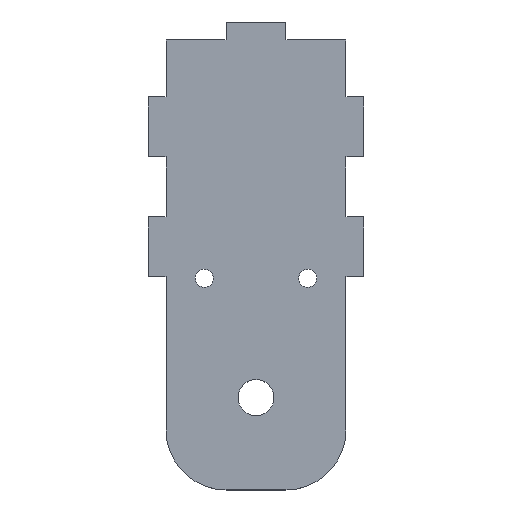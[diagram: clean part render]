
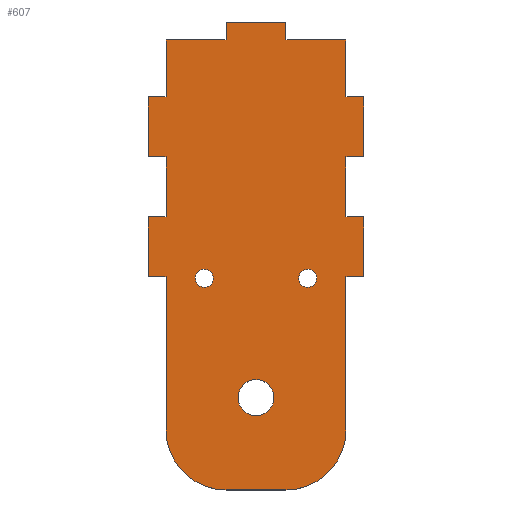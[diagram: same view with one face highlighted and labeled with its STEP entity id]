
A CAD part, top view. The second image highlights one B-rep face of the part: STEP entity #607.
In plain terms, the highlighted planar face has unit normal (0, 0, 1).
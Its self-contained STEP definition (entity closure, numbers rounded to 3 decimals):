
#15=FACE_BOUND('',#83,.T.);
#16=FACE_BOUND('',#84,.T.);
#17=FACE_BOUND('',#85,.T.);
#22=PLANE('',#664);
#51=FACE_OUTER_BOUND('',#82,.T.);
#82=EDGE_LOOP('',(#440,#441,#442,#443,#444,#445,#446,#447,#448,#449,#450,
#451,#452,#453,#454,#455,#456,#457,#458,#459,#460,#461,#462,#463,#464,#465));
#83=EDGE_LOOP('',(#466));
#84=EDGE_LOOP('',(#467));
#85=EDGE_LOOP('',(#468));
#119=LINE('',#880,#196);
#122=LINE('',#886,#199);
#123=LINE('',#888,#200);
#124=LINE('',#890,#201);
#125=LINE('',#892,#202);
#126=LINE('',#894,#203);
#127=LINE('',#896,#204);
#128=LINE('',#898,#205);
#129=LINE('',#900,#206);
#130=LINE('',#902,#207);
#131=LINE('',#904,#208);
#132=LINE('',#906,#209);
#133=LINE('',#908,#210);
#134=LINE('',#910,#211);
#135=LINE('',#912,#212);
#136=LINE('',#914,#213);
#137=LINE('',#916,#214);
#138=LINE('',#918,#215);
#139=LINE('',#920,#216);
#140=LINE('',#922,#217);
#141=LINE('',#924,#218);
#142=LINE('',#926,#219);
#143=LINE('',#928,#220);
#144=LINE('',#930,#221);
#196=VECTOR('',#721,10.);
#199=VECTOR('',#726,10.);
#200=VECTOR('',#727,10.);
#201=VECTOR('',#728,10.);
#202=VECTOR('',#729,10.);
#203=VECTOR('',#730,10.);
#204=VECTOR('',#731,10.);
#205=VECTOR('',#732,10.);
#206=VECTOR('',#733,10.);
#207=VECTOR('',#734,10.);
#208=VECTOR('',#735,10.);
#209=VECTOR('',#736,10.);
#210=VECTOR('',#737,10.);
#211=VECTOR('',#738,10.);
#212=VECTOR('',#739,10.);
#213=VECTOR('',#740,10.);
#214=VECTOR('',#741,10.);
#215=VECTOR('',#742,10.);
#216=VECTOR('',#743,10.);
#217=VECTOR('',#744,10.);
#218=VECTOR('',#745,10.);
#219=VECTOR('',#746,10.);
#220=VECTOR('',#747,10.);
#221=VECTOR('',#748,10.);
#269=CIRCLE('',#655,1.5);
#271=CIRCLE('',#658,1.5);
#273=CIRCLE('',#661,10.);
#275=CIRCLE('',#665,10.);
#276=CIRCLE('',#666,3.);
#279=VERTEX_POINT('',#858);
#281=VERTEX_POINT('',#864);
#283=VERTEX_POINT('',#870);
#284=VERTEX_POINT('',#871);
#287=VERTEX_POINT('',#879);
#289=VERTEX_POINT('',#885);
#290=VERTEX_POINT('',#887);
#291=VERTEX_POINT('',#889);
#292=VERTEX_POINT('',#891);
#293=VERTEX_POINT('',#893);
#294=VERTEX_POINT('',#895);
#295=VERTEX_POINT('',#897);
#296=VERTEX_POINT('',#899);
#297=VERTEX_POINT('',#901);
#298=VERTEX_POINT('',#903);
#299=VERTEX_POINT('',#905);
#300=VERTEX_POINT('',#907);
#301=VERTEX_POINT('',#909);
#302=VERTEX_POINT('',#911);
#303=VERTEX_POINT('',#913);
#304=VERTEX_POINT('',#915);
#305=VERTEX_POINT('',#917);
#306=VERTEX_POINT('',#919);
#307=VERTEX_POINT('',#921);
#308=VERTEX_POINT('',#923);
#309=VERTEX_POINT('',#925);
#310=VERTEX_POINT('',#927);
#311=VERTEX_POINT('',#929);
#312=VERTEX_POINT('',#932);
#337=EDGE_CURVE('',#279,#279,#269,.T.);
#340=EDGE_CURVE('',#281,#281,#271,.T.);
#343=EDGE_CURVE('',#283,#284,#273,.T.);
#347=EDGE_CURVE('',#287,#284,#119,.T.);
#350=EDGE_CURVE('',#283,#289,#122,.T.);
#351=EDGE_CURVE('',#289,#290,#123,.T.);
#352=EDGE_CURVE('',#290,#291,#124,.T.);
#353=EDGE_CURVE('',#291,#292,#125,.T.);
#354=EDGE_CURVE('',#292,#293,#126,.T.);
#355=EDGE_CURVE('',#293,#294,#127,.T.);
#356=EDGE_CURVE('',#294,#295,#128,.T.);
#357=EDGE_CURVE('',#295,#296,#129,.T.);
#358=EDGE_CURVE('',#296,#297,#130,.T.);
#359=EDGE_CURVE('',#297,#298,#131,.T.);
#360=EDGE_CURVE('',#298,#299,#132,.T.);
#361=EDGE_CURVE('',#299,#300,#133,.T.);
#362=EDGE_CURVE('',#300,#301,#134,.T.);
#363=EDGE_CURVE('',#301,#302,#135,.T.);
#364=EDGE_CURVE('',#302,#303,#136,.T.);
#365=EDGE_CURVE('',#303,#304,#137,.T.);
#366=EDGE_CURVE('',#304,#305,#138,.T.);
#367=EDGE_CURVE('',#305,#306,#139,.T.);
#368=EDGE_CURVE('',#306,#307,#140,.T.);
#369=EDGE_CURVE('',#307,#308,#141,.T.);
#370=EDGE_CURVE('',#308,#309,#142,.T.);
#371=EDGE_CURVE('',#309,#310,#143,.T.);
#372=EDGE_CURVE('',#310,#311,#144,.T.);
#373=EDGE_CURVE('',#287,#311,#275,.T.);
#374=EDGE_CURVE('',#312,#312,#276,.T.);
#440=ORIENTED_EDGE('',*,*,#343,.F.);
#441=ORIENTED_EDGE('',*,*,#350,.T.);
#442=ORIENTED_EDGE('',*,*,#351,.T.);
#443=ORIENTED_EDGE('',*,*,#352,.T.);
#444=ORIENTED_EDGE('',*,*,#353,.T.);
#445=ORIENTED_EDGE('',*,*,#354,.T.);
#446=ORIENTED_EDGE('',*,*,#355,.T.);
#447=ORIENTED_EDGE('',*,*,#356,.T.);
#448=ORIENTED_EDGE('',*,*,#357,.T.);
#449=ORIENTED_EDGE('',*,*,#358,.T.);
#450=ORIENTED_EDGE('',*,*,#359,.T.);
#451=ORIENTED_EDGE('',*,*,#360,.T.);
#452=ORIENTED_EDGE('',*,*,#361,.T.);
#453=ORIENTED_EDGE('',*,*,#362,.T.);
#454=ORIENTED_EDGE('',*,*,#363,.T.);
#455=ORIENTED_EDGE('',*,*,#364,.T.);
#456=ORIENTED_EDGE('',*,*,#365,.T.);
#457=ORIENTED_EDGE('',*,*,#366,.T.);
#458=ORIENTED_EDGE('',*,*,#367,.T.);
#459=ORIENTED_EDGE('',*,*,#368,.T.);
#460=ORIENTED_EDGE('',*,*,#369,.T.);
#461=ORIENTED_EDGE('',*,*,#370,.T.);
#462=ORIENTED_EDGE('',*,*,#371,.T.);
#463=ORIENTED_EDGE('',*,*,#372,.T.);
#464=ORIENTED_EDGE('',*,*,#373,.F.);
#465=ORIENTED_EDGE('',*,*,#347,.T.);
#466=ORIENTED_EDGE('',*,*,#337,.T.);
#467=ORIENTED_EDGE('',*,*,#340,.T.);
#468=ORIENTED_EDGE('',*,*,#374,.T.);
#607=ADVANCED_FACE('',(#51,#15,#16,#17),#22,.T.);
#655=AXIS2_PLACEMENT_3D('',#859,#699,#700);
#658=AXIS2_PLACEMENT_3D('',#865,#706,#707);
#661=AXIS2_PLACEMENT_3D('',#872,#713,#714);
#664=AXIS2_PLACEMENT_3D('',#884,#724,#725);
#665=AXIS2_PLACEMENT_3D('',#931,#749,#750);
#666=AXIS2_PLACEMENT_3D('',#933,#751,#752);
#699=DIRECTION('center_axis',(0.,0.,-1.));
#700=DIRECTION('ref_axis',(-1.,0.,0.));
#706=DIRECTION('center_axis',(0.,0.,-1.));
#707=DIRECTION('ref_axis',(-1.,0.,0.));
#713=DIRECTION('center_axis',(0.,0.,-1.));
#714=DIRECTION('ref_axis',(0.707,-0.707,0.));
#721=DIRECTION('',(1.,0.,0.));
#724=DIRECTION('center_axis',(0.,0.,1.));
#725=DIRECTION('ref_axis',(1.,0.,0.));
#726=DIRECTION('',(0.,1.,0.));
#727=DIRECTION('',(1.,0.,0.));
#728=DIRECTION('',(0.,1.,0.));
#729=DIRECTION('',(-1.,0.,0.));
#730=DIRECTION('',(0.,1.,0.));
#731=DIRECTION('',(1.,0.,0.));
#732=DIRECTION('',(0.,1.,0.));
#733=DIRECTION('',(-1.,0.,0.));
#734=DIRECTION('',(0.,1.,0.));
#735=DIRECTION('',(-1.,0.,0.));
#736=DIRECTION('',(0.,1.,0.));
#737=DIRECTION('',(-1.,0.,0.));
#738=DIRECTION('',(0.,-1.,0.));
#739=DIRECTION('',(-1.,0.,0.));
#740=DIRECTION('',(0.,-1.,0.));
#741=DIRECTION('',(-1.,0.,0.));
#742=DIRECTION('',(0.,-1.,0.));
#743=DIRECTION('',(1.,0.,0.));
#744=DIRECTION('',(0.,-1.,0.));
#745=DIRECTION('',(-1.,0.,0.));
#746=DIRECTION('',(0.,-1.,0.));
#747=DIRECTION('',(1.,0.,0.));
#748=DIRECTION('',(0.,-1.,0.));
#749=DIRECTION('center_axis',(0.,0.,-1.));
#750=DIRECTION('ref_axis',(-0.707,-0.707,0.));
#751=DIRECTION('center_axis',(0.,0.,-1.));
#752=DIRECTION('ref_axis',(-1.,0.,0.));
#858=CARTESIAN_POINT('',(-7.123,-2.225,2.5));
#859=CARTESIAN_POINT('Origin',(-8.623,-2.225,2.5));
#864=CARTESIAN_POINT('',(10.123,-2.225,2.5));
#865=CARTESIAN_POINT('Origin',(8.623,-2.225,2.5));
#870=CARTESIAN_POINT('',(15.,-27.5,2.5));
#871=CARTESIAN_POINT('',(5.,-37.5,2.5));
#872=CARTESIAN_POINT('Origin',(5.,-27.5,2.5));
#879=CARTESIAN_POINT('',(-5.,-37.5,2.5));
#880=CARTESIAN_POINT('',(-15.,-37.5,2.5));
#884=CARTESIAN_POINT('Origin',(0.,0.,
2.5));
#885=CARTESIAN_POINT('',(15.,-1.973,2.5));
#886=CARTESIAN_POINT('',(15.,-37.5,2.5));
#887=CARTESIAN_POINT('',(18.,-1.973,2.5));
#888=CARTESIAN_POINT('',(18.,-1.973,2.5));
#889=CARTESIAN_POINT('',(18.,8.027,2.5));
#890=CARTESIAN_POINT('',(18.,8.027,2.5));
#891=CARTESIAN_POINT('',(15.,8.027,2.5));
#892=CARTESIAN_POINT('',(15.,8.027,2.5));
#893=CARTESIAN_POINT('',(15.,18.027,2.5));
#894=CARTESIAN_POINT('',(15.,-37.5,2.5));
#895=CARTESIAN_POINT('',(18.,18.027,2.5));
#896=CARTESIAN_POINT('',(15.,18.027,2.5));
#897=CARTESIAN_POINT('',(18.,28.027,2.5));
#898=CARTESIAN_POINT('',(18.,18.027,2.5));
#899=CARTESIAN_POINT('',(15.,28.027,2.5));
#900=CARTESIAN_POINT('',(18.,28.027,2.5));
#901=CARTESIAN_POINT('',(15.,37.5,2.5));
#902=CARTESIAN_POINT('',(15.,-37.5,2.5));
#903=CARTESIAN_POINT('',(5.,37.5,2.5));
#904=CARTESIAN_POINT('',(15.,37.5,2.5));
#905=CARTESIAN_POINT('',(5.,40.5,2.5));
#906=CARTESIAN_POINT('',(5.,37.5,2.5));
#907=CARTESIAN_POINT('',(-5.,40.5,2.5));
#908=CARTESIAN_POINT('',(5.,40.5,2.5));
#909=CARTESIAN_POINT('',(-5.,37.5,2.5));
#910=CARTESIAN_POINT('',(-5.,40.5,2.5));
#911=CARTESIAN_POINT('',(-15.,37.5,2.5));
#912=CARTESIAN_POINT('',(15.,37.5,2.5));
#913=CARTESIAN_POINT('',(-15.,28.027,2.5));
#914=CARTESIAN_POINT('',(-15.,37.5,2.5));
#915=CARTESIAN_POINT('',(-18.,28.027,2.5));
#916=CARTESIAN_POINT('',(-18.,28.027,2.5));
#917=CARTESIAN_POINT('',(-18.,18.027,2.5));
#918=CARTESIAN_POINT('',(-18.,18.027,2.5));
#919=CARTESIAN_POINT('',(-15.,18.027,2.5));
#920=CARTESIAN_POINT('',(-15.,18.027,2.5));
#921=CARTESIAN_POINT('',(-15.,8.027,2.5));
#922=CARTESIAN_POINT('',(-15.,37.5,2.5));
#923=CARTESIAN_POINT('',(-18.,8.027,2.5));
#924=CARTESIAN_POINT('',(-18.,8.027,2.5));
#925=CARTESIAN_POINT('',(-18.,-1.973,2.5));
#926=CARTESIAN_POINT('',(-18.,-1.973,2.5));
#927=CARTESIAN_POINT('',(-15.,-1.973,2.5));
#928=CARTESIAN_POINT('',(-15.,-1.973,2.5));
#929=CARTESIAN_POINT('',(-15.,-27.5,2.5));
#930=CARTESIAN_POINT('',(-15.,37.5,2.5));
#931=CARTESIAN_POINT('Origin',(-5.,-27.5,2.5));
#932=CARTESIAN_POINT('',(3.,-22.097,2.5));
#933=CARTESIAN_POINT('Origin',(0.,-22.097,2.5));
